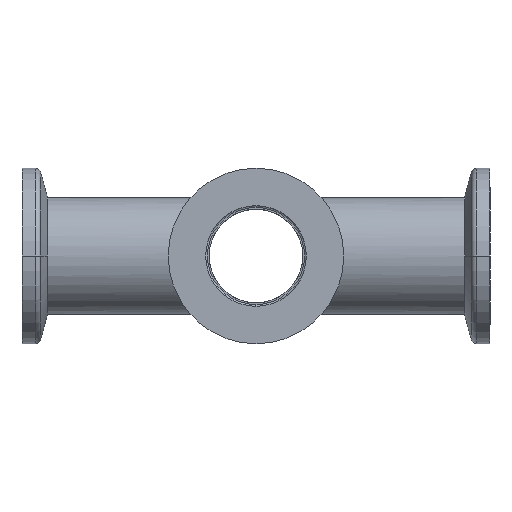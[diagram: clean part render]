
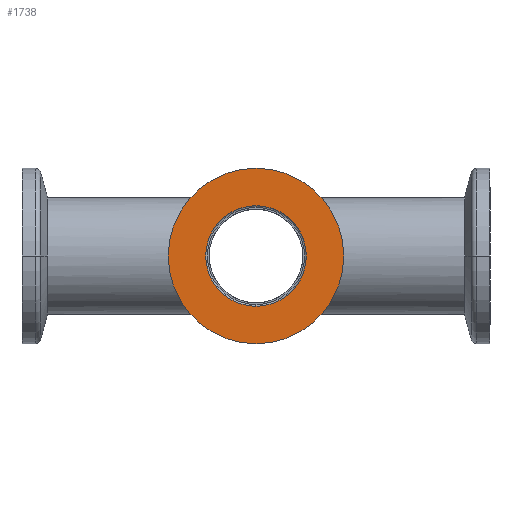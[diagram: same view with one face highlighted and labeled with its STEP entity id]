
A CAD part, left-side view. The second image highlights one B-rep face of the part: STEP entity #1738.
In plain terms, the highlighted planar face has unit normal (-1, 0, 0).
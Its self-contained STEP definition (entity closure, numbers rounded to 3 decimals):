
#125 = CARTESIAN_POINT ( 'NONE',  ( -40., 0., -8.6 ) ) ;
#288 = DIRECTION ( 'NONE',  ( 0., 0., 1. ) ) ;
#337 = ORIENTED_EDGE ( 'NONE', *, *, #438, .F. ) ;
#419 = EDGE_LOOP ( 'NONE', ( #3144, #337 ) ) ;
#438 = EDGE_CURVE ( 'NONE', #951, #3098, #1139, .T. ) ;
#533 = EDGE_LOOP ( 'NONE', ( #970, #1822 ) ) ;
#545 = CARTESIAN_POINT ( 'NONE',  ( -40., 0., 0. ) ) ;
#622 = CARTESIAN_POINT ( 'NONE',  ( -40., 0., 8.6 ) ) ;
#885 = CARTESIAN_POINT ( 'NONE',  ( -40., 0., 0. ) ) ;
#907 = DIRECTION ( 'NONE',  ( -1., 0., 0. ) ) ;
#951 = VERTEX_POINT ( 'NONE', #125 ) ;
#970 = ORIENTED_EDGE ( 'NONE', *, *, #1045, .T. ) ;
#973 = AXIS2_PLACEMENT_3D ( 'NONE', #545, #2063, #288 ) ;
#989 = DIRECTION ( 'NONE',  ( 0., 0., 1. ) ) ;
#1045 = EDGE_CURVE ( 'NONE', #1063, #1910, #1062, .T. ) ;
#1062 = CIRCLE ( 'NONE', #1915, 15. ) ;
#1063 = VERTEX_POINT ( 'NONE', #1110 ) ;
#1110 = CARTESIAN_POINT ( 'NONE',  ( -40., 0., 15. ) ) ;
#1139 = CIRCLE ( 'NONE', #973, 8.6 ) ;
#1164 = CARTESIAN_POINT ( 'NONE',  ( -40., 0., 0. ) ) ;
#1260 = AXIS2_PLACEMENT_3D ( 'NONE', #3012, #2299, #1789 ) ;
#1418 = DIRECTION ( 'NONE',  ( 0., 0., 1. ) ) ;
#1472 = CARTESIAN_POINT ( 'NONE',  ( -40., 0., -8.6 ) ) ;
#1497 = DIRECTION ( 'NONE',  ( 1., 0., 0. ) ) ;
#1509 = DIRECTION ( 'NONE',  ( 0., 0., -1. ) ) ;
#1738 = ADVANCED_FACE ( 'NONE', ( #3339, #2304 ), #3115, .F. ) ;
#1783 = EDGE_CURVE ( 'NONE', #3098, #951, #2462, .T. ) ;
#1789 = DIRECTION ( 'NONE',  ( 0., 0., 1. ) ) ;
#1822 = ORIENTED_EDGE ( 'NONE', *, *, #1841, .T. ) ;
#1841 = EDGE_CURVE ( 'NONE', #1910, #1063, #2302, .T. ) ;
#1864 = CARTESIAN_POINT ( 'NONE',  ( -40., 0., -15. ) ) ;
#1910 = VERTEX_POINT ( 'NONE', #1864 ) ;
#1915 = AXIS2_PLACEMENT_3D ( 'NONE', #1164, #2986, #1418 ) ;
#2032 = AXIS2_PLACEMENT_3D ( 'NONE', #885, #907, #989 ) ;
#2063 = DIRECTION ( 'NONE',  ( -1., 0., 0. ) ) ;
#2299 = DIRECTION ( 'NONE',  ( -1., 0., 0. ) ) ;
#2302 = CIRCLE ( 'NONE', #2032, 15. ) ;
#2304 = FACE_OUTER_BOUND ( 'NONE', #533, .T. ) ;
#2462 = CIRCLE ( 'NONE', #1260, 8.6 ) ;
#2730 = AXIS2_PLACEMENT_3D ( 'NONE', #1472, #1497, #1509 ) ;
#2986 = DIRECTION ( 'NONE',  ( -1., 0., 0. ) ) ;
#3012 = CARTESIAN_POINT ( 'NONE',  ( -40., 0., 0. ) ) ;
#3098 = VERTEX_POINT ( 'NONE', #622 ) ;
#3115 = PLANE ( 'NONE',  #2730 ) ;
#3144 = ORIENTED_EDGE ( 'NONE', *, *, #1783, .F. ) ;
#3339 = FACE_BOUND ( 'NONE', #419, .T. ) ;
